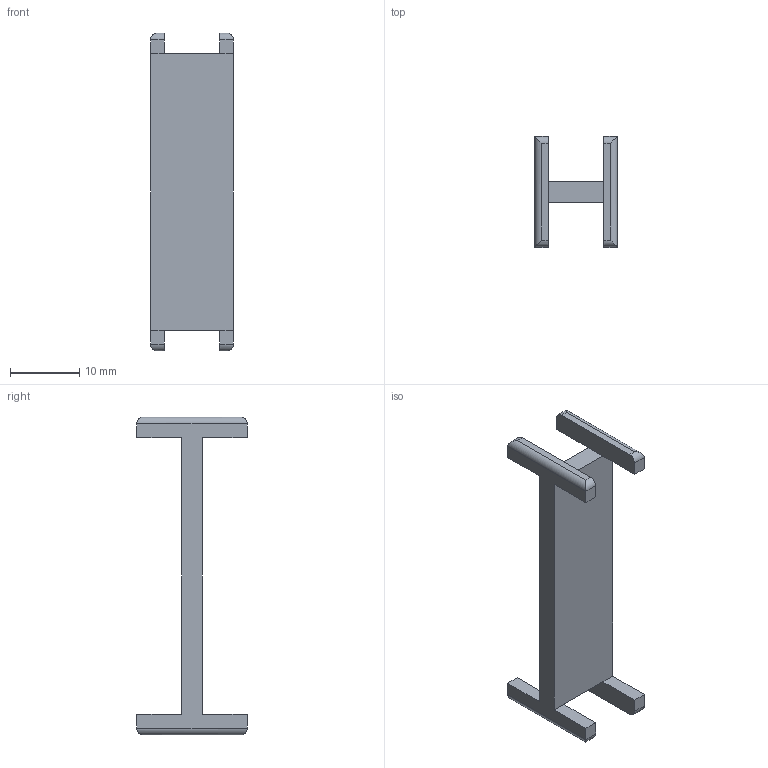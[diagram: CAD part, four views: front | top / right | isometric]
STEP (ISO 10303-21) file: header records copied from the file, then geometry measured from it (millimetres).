
FILE_DESCRIPTION(('HOOPS Exchange Step'),'2;1');
FILE_NAME('export-36EC54F4-FC71-479A-898C-9550165BA50C.stp','2023-06-12T18:10:34+02:00',('Engineering'),('Alibre'),'HOOPS Exchange 2021.0','Alibre','Unknown authorisation');
FILE_SCHEMA( ('AP242_MANAGED_MODEL_BASED_3D_ENGINEERING_MIM_LF {1 0 10303 442 1 1 4 }') );
Length unit declared in the file: millimetre
Products named in the file (2): 6322-1 IGUS Separators 1585.01 for R157 series; 6322 IGUS Separators 1585.01 for R157 series
Assembly tree (1 placements, depth 2):
  6322 IGUS Separators 1585.01 for R157 series
    6322-1 IGUS Separators 1585.01 for R157 series
Bounding box: 12 x 16 x 46 mm (x, y, z)
Volume: 1807.6 mm3; surface area: 1874.8 mm2
Topology: 1 solids, 1 shells, 42 faces, 104 edges, 64 vertices
Faces by surface type: plane 30, cylinder 12
Entity records: 1284 total; most frequent: CARTESIAN_POINT 215, DIRECTION 214, ORIENTED_EDGE 208, EDGE_CURVE 104, VECTOR 88, LINE 88, VERTEX_POINT 64, AXIS2_PLACEMENT_3D 63
